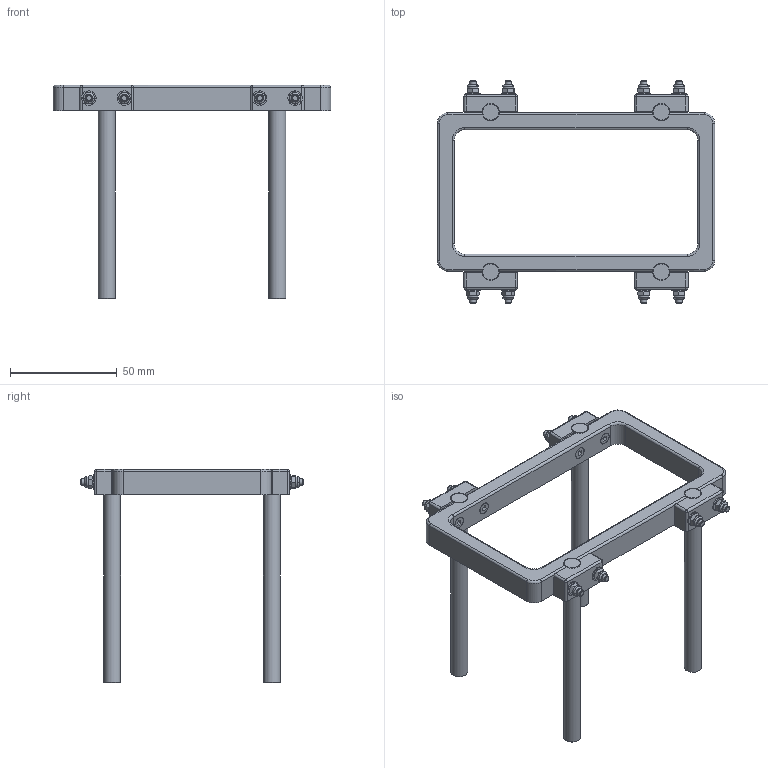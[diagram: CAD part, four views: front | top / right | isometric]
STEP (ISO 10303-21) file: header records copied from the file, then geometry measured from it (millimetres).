
FILE_DESCRIPTION(/* description */ ('Alibre Inc.'),/* implementation_level */ '2;1');
FILE_NAME(/* name */ 'export0',/* time_stamp */ '2012-08-02T18:33:47+02:00',/* author */ (''),/* organization */ (''),/* preprocessor_version */ 'ST-DEVELOPER v12',/* originating_system */ 'Alibre',/* authorisation */ '');
FILE_SCHEMA (('AUTOMOTIVE_DESIGN'));
Length unit declared in the file: centimetre
Products named in the file (7): ID_1
Bounding box: 130 x 104.3 x 100 mm (x, y, z)
Volume: 64216.9 mm3; surface area: 34848.1 mm2
Topology: 33 solids, 33 shells, 518 faces, 1132 edges, 704 vertices
Faces by surface type: plane 226, cylinder 180, cone 80, torus 24, sphere 8
Full cylindrical faces by diameter (mm): 3 x8, 3.4 x16, 5.6 x8, 8 x4
Entity records: 4099 total; most frequent: CARTESIAN_POINT 783, DIRECTION 680, ORIENTED_EDGE 568, AXIS2_PLACEMENT_3D 316, EDGE_CURVE 284, EDGE_LOOP 197, FACE_BOUND 197, VERTEX_POINT 193
